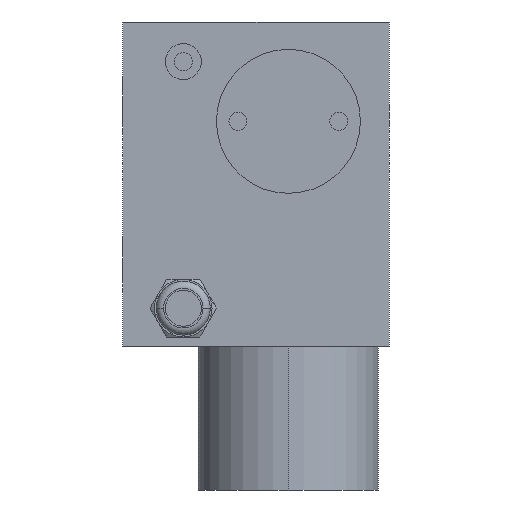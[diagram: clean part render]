
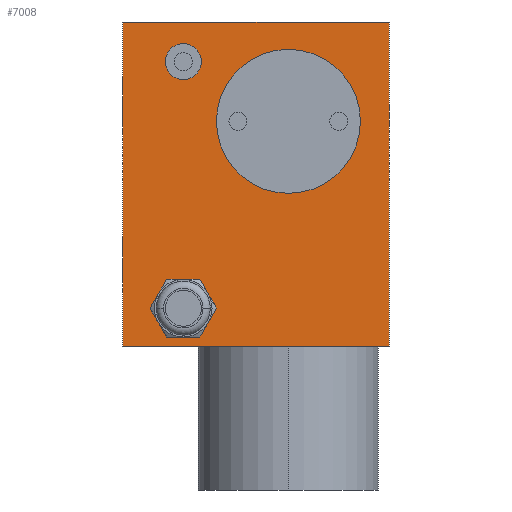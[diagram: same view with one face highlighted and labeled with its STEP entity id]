
A CAD part, left-side view. The second image highlights one B-rep face of the part: STEP entity #7008.
In plain terms, the highlighted planar face has unit normal (-1, 0, 0).
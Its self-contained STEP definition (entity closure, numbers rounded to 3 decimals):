
#875=DIRECTION('',(0.,0.,1.));
#876=VECTOR('',#875,45.);
#877=CARTESIAN_POINT('',(0.,37.,-45.));
#878=LINE('',#877,#876);
#919=DIRECTION('',(0.,-1.,0.));
#920=VECTOR('',#919,37.);
#921=CARTESIAN_POINT('',(0.,37.,-45.));
#922=LINE('',#921,#920);
#923=DIRECTION('',(0.,1.,0.));
#924=VECTOR('',#923,37.);
#925=CARTESIAN_POINT('',(0.,0.,0.));
#926=LINE('',#925,#924);
#927=DIRECTION('',(0.,0.,1.));
#928=VECTOR('',#927,45.);
#929=CARTESIAN_POINT('',(0.,0.,-45.));
#930=LINE('',#929,#928);
#931=CARTESIAN_POINT('',(0.,14.,-13.8));
#932=DIRECTION('',(1.,0.,0.));
#933=DIRECTION('',(0.,0.,-1.));
#934=AXIS2_PLACEMENT_3D('',#931,#932,#933);
#936=CARTESIAN_POINT('',(0.,14.,-13.8));
#937=DIRECTION('',(1.,0.,0.));
#938=DIRECTION('',(0.,0.,1.));
#939=AXIS2_PLACEMENT_3D('',#936,#937,#938);
#941=CARTESIAN_POINT('',(0.,28.6,-5.5));
#942=DIRECTION('',(1.,0.,0.));
#943=DIRECTION('',(0.,0.,-1.));
#944=AXIS2_PLACEMENT_3D('',#941,#942,#943);
#946=CARTESIAN_POINT('',(0.,28.6,-5.5));
#947=DIRECTION('',(1.,0.,0.));
#948=DIRECTION('',(0.,0.,1.));
#949=AXIS2_PLACEMENT_3D('',#946,#947,#948);
#951=CARTESIAN_POINT('',(0.,28.6,-39.75));
#952=DIRECTION('',(-1.,0.,0.));
#953=DIRECTION('',(0.,0.,1.));
#954=AXIS2_PLACEMENT_3D('',#951,#952,#953);
#956=CARTESIAN_POINT('',(0.,28.6,-39.75));
#957=DIRECTION('',(-1.,0.,0.));
#958=DIRECTION('',(0.,0.866,0.5));
#959=AXIS2_PLACEMENT_3D('',#956,#957,#958);
#961=CARTESIAN_POINT('',(0.,28.6,-39.75));
#962=DIRECTION('',(-1.,0.,0.));
#963=DIRECTION('',(0.,0.866,-0.5));
#964=AXIS2_PLACEMENT_3D('',#961,#962,#963);
#966=CARTESIAN_POINT('',(0.,28.6,-39.75));
#967=DIRECTION('',(-1.,0.,0.));
#968=DIRECTION('',(0.,0.,-1.));
#969=AXIS2_PLACEMENT_3D('',#966,#967,#968);
#971=CARTESIAN_POINT('',(0.,28.6,-39.75));
#972=DIRECTION('',(-1.,0.,0.));
#973=DIRECTION('',(0.,-0.866,-0.5));
#974=AXIS2_PLACEMENT_3D('',#971,#972,#973);
#976=CARTESIAN_POINT('',(0.,28.6,-39.75));
#977=DIRECTION('',(-1.,0.,0.));
#978=DIRECTION('',(0.,-0.866,0.5));
#979=AXIS2_PLACEMENT_3D('',#976,#977,#978);
#4863=CARTESIAN_POINT('',(0.,0.,-45.));
#4864=VERTEX_POINT('',#4863);
#4865=CARTESIAN_POINT('',(0.,37.,-45.));
#4866=VERTEX_POINT('',#4865);
#4895=CARTESIAN_POINT('',(0.,0.,0.));
#4896=VERTEX_POINT('',#4895);
#4897=CARTESIAN_POINT('',(0.,37.,0.));
#4898=VERTEX_POINT('',#4897);
#5505=CARTESIAN_POINT('',(0.,14.,-23.8));
#5506=CARTESIAN_POINT('',(0.,14.,-3.8));
#5507=VERTEX_POINT('',#5505);
#5508=VERTEX_POINT('',#5506);
#5509=CARTESIAN_POINT('',(0.,28.6,-8.));
#5510=CARTESIAN_POINT('',(0.,28.6,-3.));
#5511=VERTEX_POINT('',#5509);
#5512=VERTEX_POINT('',#5510);
#6173=CARTESIAN_POINT('',(0.,28.6,-35.749));
#6174=CARTESIAN_POINT('',(0.,32.065,-37.749));
#6175=VERTEX_POINT('',#6173);
#6176=VERTEX_POINT('',#6174);
#6177=CARTESIAN_POINT('',(0.,32.065,-41.751));
#6178=VERTEX_POINT('',#6177);
#6179=CARTESIAN_POINT('',(0.,28.6,-43.751));
#6180=VERTEX_POINT('',#6179);
#6181=CARTESIAN_POINT('',(0.,25.135,-41.751));
#6182=VERTEX_POINT('',#6181);
#6183=CARTESIAN_POINT('',(0.,25.135,-37.749));
#6184=VERTEX_POINT('',#6183);
#6970=CARTESIAN_POINT('',(0.,18.5,-22.5));
#6971=DIRECTION('',(1.,0.,0.));
#6972=DIRECTION('',(0.,-1.,0.));
#6973=AXIS2_PLACEMENT_3D('',#6970,#6971,#6972);
#6974=PLANE('',#6973);
#6975=ORIENTED_EDGE('',*,*,#6808,.F.);
#6976=ORIENTED_EDGE('',*,*,#6941,.T.);
#6977=ORIENTED_EDGE('',*,*,#6240,.F.);
#6979=ORIENTED_EDGE('',*,*,#6978,.F.);
#6980=EDGE_LOOP('',(#6975,#6976,#6977,#6979));
#6981=FACE_OUTER_BOUND('',#6980,.F.);
#6983=ORIENTED_EDGE('',*,*,#6982,.F.);
#6985=ORIENTED_EDGE('',*,*,#6984,.F.);
#6986=EDGE_LOOP('',(#6983,#6985));
#6987=FACE_BOUND('',#6986,.F.);
#6989=ORIENTED_EDGE('',*,*,#6988,.F.);
#6991=ORIENTED_EDGE('',*,*,#6990,.F.);
#6992=EDGE_LOOP('',(#6989,#6991));
#6993=FACE_BOUND('',#6992,.F.);
#6995=ORIENTED_EDGE('',*,*,#6994,.T.);
#6997=ORIENTED_EDGE('',*,*,#6996,.T.);
#6999=ORIENTED_EDGE('',*,*,#6998,.T.);
#7001=ORIENTED_EDGE('',*,*,#7000,.T.);
#7003=ORIENTED_EDGE('',*,*,#7002,.T.);
#7005=ORIENTED_EDGE('',*,*,#7004,.T.);
#7006=EDGE_LOOP('',(#6995,#6997,#6999,#7001,#7003,#7005));
#7007=FACE_BOUND('',#7006,.F.);
#7008=ADVANCED_FACE('',(#6981,#6987,#6993,#7007),#6974,.F.);
#935=CIRCLE('',#934,10.);
#940=CIRCLE('',#939,10.);
#945=CIRCLE('',#944,2.5);
#950=CIRCLE('',#949,2.5);
#955=CIRCLE('',#954,4.001);
#960=CIRCLE('',#959,4.001);
#965=CIRCLE('',#964,4.001);
#970=CIRCLE('',#969,4.001);
#975=CIRCLE('',#974,4.001);
#980=CIRCLE('',#979,4.001);
#6240=EDGE_CURVE('',#4896,#4898,#926,.T.);
#6808=EDGE_CURVE('',#4866,#4864,#922,.T.);
#6941=EDGE_CURVE('',#4866,#4898,#878,.T.);
#6978=EDGE_CURVE('',#4864,#4896,#930,.T.);
#6982=EDGE_CURVE('',#5507,#5508,#935,.T.);
#6984=EDGE_CURVE('',#5508,#5507,#940,.T.);
#6988=EDGE_CURVE('',#5511,#5512,#945,.T.);
#6990=EDGE_CURVE('',#5512,#5511,#950,.T.);
#6994=EDGE_CURVE('',#6175,#6176,#955,.T.);
#6996=EDGE_CURVE('',#6176,#6178,#960,.T.);
#6998=EDGE_CURVE('',#6178,#6180,#965,.T.);
#7000=EDGE_CURVE('',#6180,#6182,#970,.T.);
#7002=EDGE_CURVE('',#6182,#6184,#975,.T.);
#7004=EDGE_CURVE('',#6184,#6175,#980,.T.);
